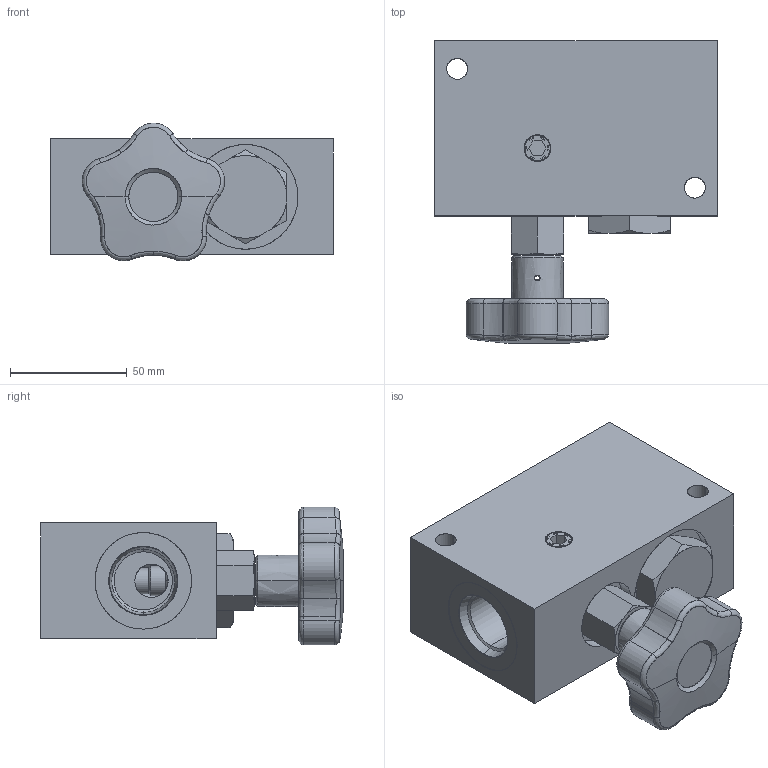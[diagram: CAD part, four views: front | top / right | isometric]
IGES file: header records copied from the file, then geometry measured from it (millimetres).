
Start section: SolidWorks IGES file using analytic representation for surfaces
Global section: file name: ECA'FT9247-6_HV200_B_N_6.IGS; native system: SolidWorks 2017; preprocessor: SolidWorks 2017; author: afp; date: 220805.135416; units: millimetre
Bounding box: 120.65 x 129.44 x 58.89 mm (x, y, z)
Surface area: 86478.2 mm2 (no closed solid volume)
Topology: 0 solids, 0 shells, 490 faces, 8019 edges, 8013 vertices
Faces by surface type: revolution 279, bspline 211
